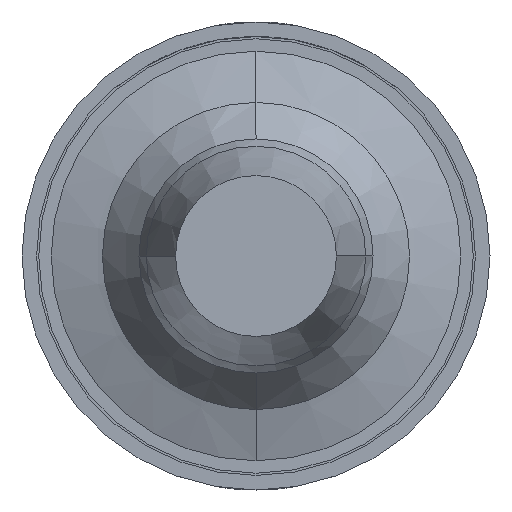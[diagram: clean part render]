
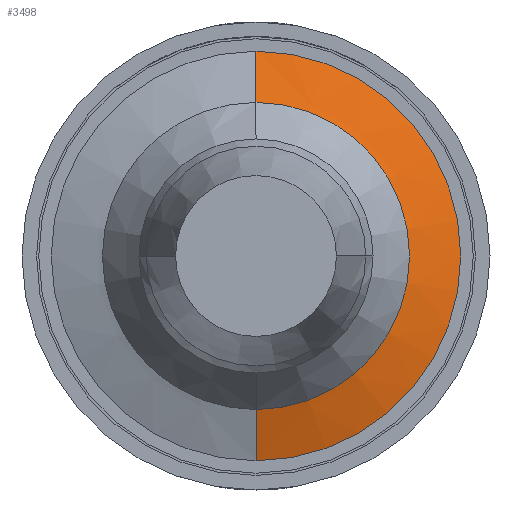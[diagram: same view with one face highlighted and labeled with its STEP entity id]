
A CAD part, front view. The second image highlights one B-rep face of the part: STEP entity #3498.
In plain terms, the highlighted conical face has half-angle 71.565 degrees and reference radius 0.8 mm.
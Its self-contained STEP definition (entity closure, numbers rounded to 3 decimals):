
#666 = CARTESIAN_POINT ( 'NONE',  ( 0., -41.6, 0. ) ) ;
#680 = DIRECTION ( 'NONE',  ( 0., 0.316, -0.949 ) ) ;
#912 = VERTEX_POINT ( 'NONE', #1544 ) ;
#1120 = DIRECTION ( 'NONE',  ( 0., 1., 0. ) ) ;
#1152 = DIRECTION ( 'NONE',  ( 0., 1., 0. ) ) ;
#1217 = DIRECTION ( 'NONE',  ( 0., 0., -1. ) ) ;
#1370 = AXIS2_PLACEMENT_3D ( 'NONE', #666, #1152, #1217 ) ;
#1427 = CARTESIAN_POINT ( 'NONE',  ( 0., -41.4, 1.4 ) ) ;
#1489 = CIRCLE ( 'NONE', #4598, 0.8 ) ;
#1544 = CARTESIAN_POINT ( 'NONE',  ( 0., -41.6, -0.8 ) ) ;
#1701 = ORIENTED_EDGE ( 'NONE', *, *, #5108, .F. ) ;
#1702 = CIRCLE ( 'NONE', #4809, 1.4 ) ;
#2056 = CARTESIAN_POINT ( 'NONE',  ( 0., -41.4, -1.4 ) ) ;
#2083 = CARTESIAN_POINT ( 'NONE',  ( 0., -41.6, 0.8 ) ) ;
#2111 = DIRECTION ( 'NONE',  ( 0., 0.316, 0.949 ) ) ;
#2358 = ORIENTED_EDGE ( 'NONE', *, *, #4219, .F. ) ;
#2424 = DIRECTION ( 'NONE',  ( 0., 0., -1. ) ) ;
#2949 = ORIENTED_EDGE ( 'NONE', *, *, #4021, .T. ) ;
#2998 = DIRECTION ( 'NONE',  ( 0., 1., 0. ) ) ;
#3097 = DIRECTION ( 'NONE',  ( 0., 0., -1. ) ) ;
#3136 = VECTOR ( 'NONE', #680, 1000. ) ;
#3392 = CARTESIAN_POINT ( 'NONE',  ( 0., -41.6, 0.8 ) ) ;
#3498 = ADVANCED_FACE ( 'Defeature ausgef�hrt1_25', ( #5641 ), #4624, .T. ) ;
#4021 = EDGE_CURVE ( 'NONE', #912, #4462, #4467, .T. ) ;
#4113 = VERTEX_POINT ( 'NONE', #3392 ) ;
#4219 = EDGE_CURVE ( 'Defeature ausgef�hrt1_26+Defeature ausgef�hrt1_25+Defeature ausgef�hrt1_25+Defeature ausgef�hrt1_25', #5054, #4462, #1702, .T. ) ;
#4462 = VERTEX_POINT ( 'NONE', #2056 ) ;
#4467 = LINE ( 'NONE', #4806, #3136 ) ;
#4598 = AXIS2_PLACEMENT_3D ( 'NONE', #6085, #1120, #3097 ) ;
#4624 = CONICAL_SURFACE ( 'NONE', #1370, 0.8, 1.249 ) ;
#4806 = CARTESIAN_POINT ( 'NONE',  ( 0., -41.6, -0.8 ) ) ;
#4809 = AXIS2_PLACEMENT_3D ( 'NONE', #5510, #2998, #2424 ) ;
#4975 = EDGE_LOOP ( 'NONE', ( #1701, #5460, #2949, #2358 ) ) ;
#5054 = VERTEX_POINT ( 'NONE', #1427 ) ;
#5108 = EDGE_CURVE ( 'NONE', #4113, #5054, #5853, .T. ) ;
#5460 = ORIENTED_EDGE ( 'NONE', *, *, #6226, .T. ) ;
#5510 = CARTESIAN_POINT ( 'NONE',  ( 0., -41.4, 0. ) ) ;
#5641 = FACE_OUTER_BOUND ( 'NONE', #4975, .T. ) ;
#5853 = LINE ( 'NONE', #2083, #6164 ) ;
#6085 = CARTESIAN_POINT ( 'NONE',  ( 0., -41.6, 0. ) ) ;
#6164 = VECTOR ( 'NONE', #2111, 1000. ) ;
#6226 = EDGE_CURVE ( 'Defeature ausgef�hrt1_25+Defeature ausgef�hrt1_24+Defeature ausgef�hrt1_24+Defeature ausgef�hrt1_24', #4113, #912, #1489, .T. ) ;
